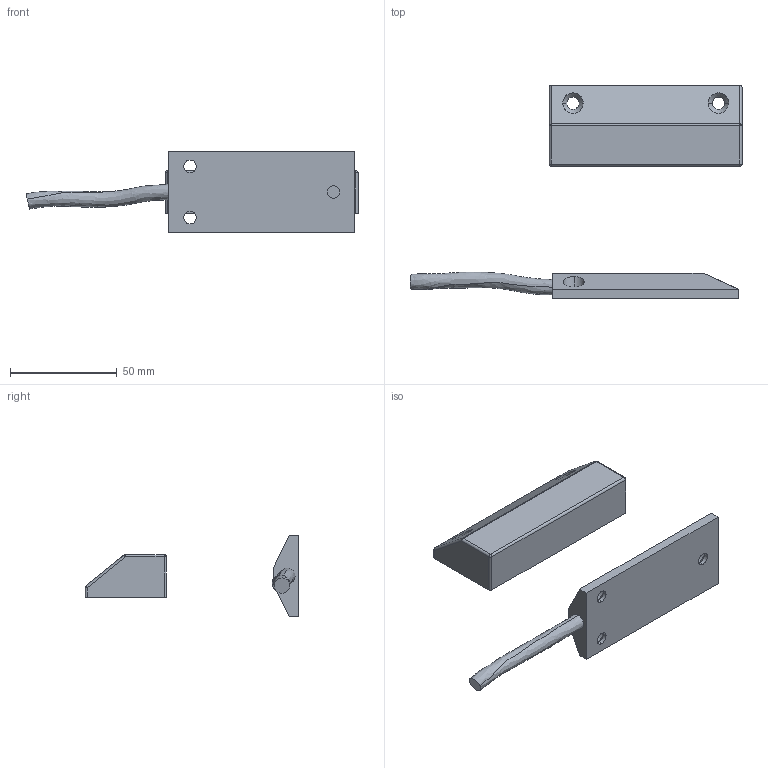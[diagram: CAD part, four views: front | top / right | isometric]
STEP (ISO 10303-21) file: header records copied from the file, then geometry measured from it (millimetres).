
FILE_DESCRIPTION (( 'STEP AP214' ), '1' );
FILE_NAME ('MS911CLW2_STPALL.STEP', '2022-09-23T13:09:10', ( '' ), ( '' ), 'SwSTEP 2.0', 'SolidWorks 2020', '' );
FILE_SCHEMA (( 'AUTOMOTIVE_DESIGN' ));
Length unit declared in the file: millimetre
Products named in the file (3): MS911-2; MS911-1; MS911CLW2_STPALL
Assembly tree (2 placements, depth 2):
  MS911CLW2_STPALL
    MS911-1
    MS911-2
Bounding box: 155.18 x 100 x 38 mm (x, y, z)
Volume: 84534.6 mm3; surface area: 21230.8 mm2
Topology: 2 solids, 2 shells, 73 faces, 166 edges, 92 vertices
Faces by surface type: cylinder 36, plane 17, cone 10, sphere 8, bspline 2
Entity records: 2272 total; most frequent: CARTESIAN_POINT 560, DIRECTION 360, ORIENTED_EDGE 320, EDGE_CURVE 160, AXIS2_PLACEMENT_3D 140, VERTEX_POINT 92, EDGE_LOOP 84, LINE 80
